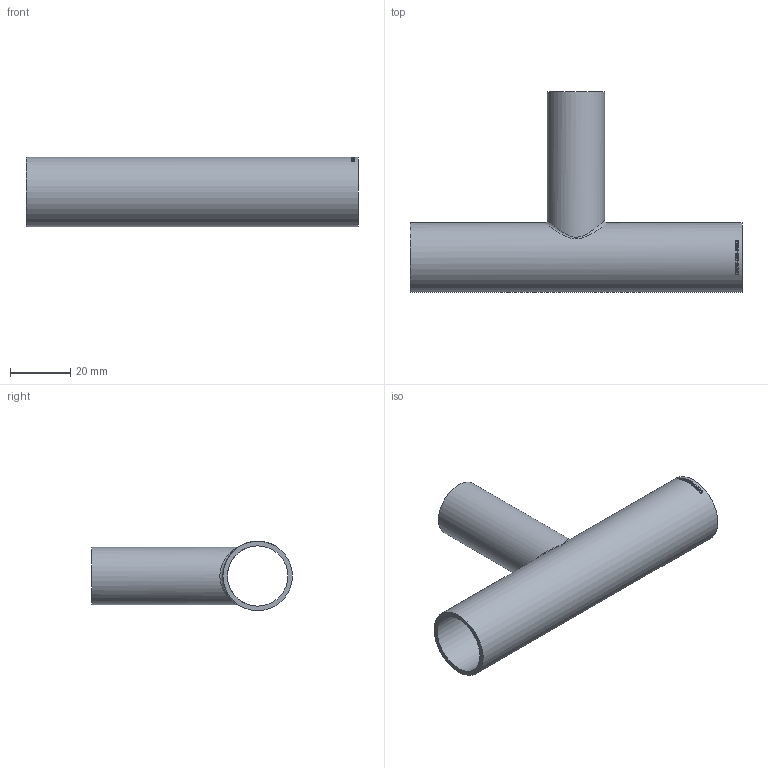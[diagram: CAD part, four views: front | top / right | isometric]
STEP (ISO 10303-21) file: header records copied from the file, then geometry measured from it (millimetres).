
FILE_DESCRIPTION (( 'STEP AP214' ), '1' );
FILE_NAME ('ORRT-023-019-x T-Stück reduziert 2004.STEP', '2020-04-07T07:59:34', ( '' ), ( '' ), 'SwSTEP 2.0', 'SolidWorks 2019', '' );
FILE_SCHEMA (( 'AUTOMOTIVE_DESIGN' ));
Length unit declared in the file: millimetre
Products named in the file (1): ORRT-023-019-x T-Stück reduziert 2004
Bounding box: 110 x 66.5 x 23 mm (x, y, z)
Volume: 14566.9 mm3; surface area: 19678.1 mm2
Topology: 1 solids, 1 shells, 182 faces, 478 edges, 318 vertices
Faces by surface type: bspline 104, plane 53, cylinder 25
Full cylindrical faces by diameter (mm): 16 x1, 19 x1, 20 x1, 23 x1
Entity records: 15362 total; most frequent: CARTESIAN_POINT 9950, ORIENTED_EDGE 932, EDGE_CURVE 466, DIRECTION 365, B_SPLINE_CURVE_WITH_KNOTS 323, VERTEX_POINT 314, EDGE_LOOP 212, FACE_OUTER_BOUND 187
